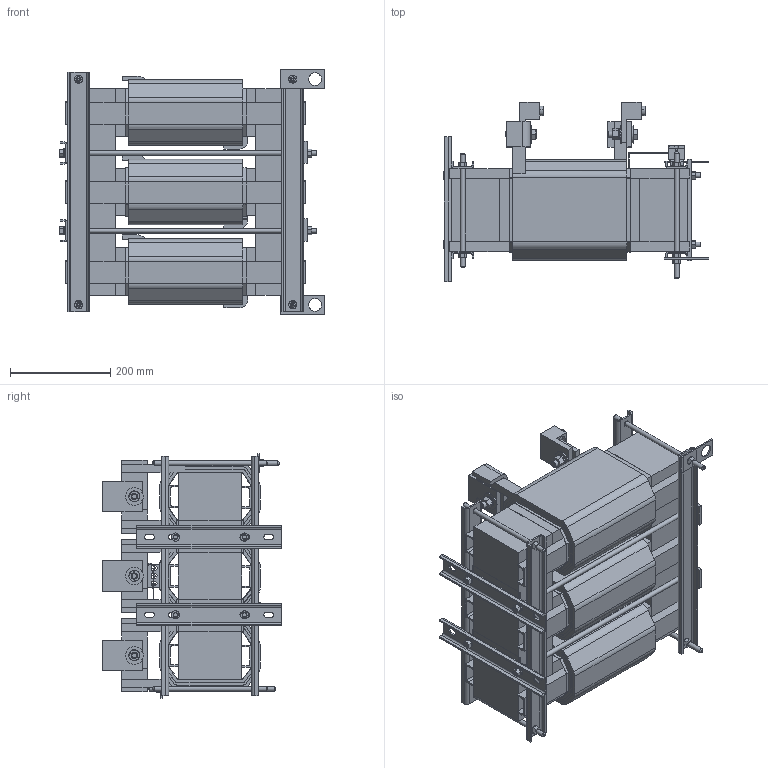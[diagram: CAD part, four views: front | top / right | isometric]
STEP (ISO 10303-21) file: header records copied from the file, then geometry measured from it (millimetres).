
FILE_DESCRIPTION(/* description */ (''),/* implementation_level */ '2;1');
FILE_NAME(/* name */ 'KLRUL480APTMG.stp',/* time_stamp */ '2020-03-10T14:51:53-05:00',/* author */ ('jnelson'),/* organization */ (''),/* preprocessor_version */ 'ST-DEVELOPER v17',/* originating_system */ 'Autodesk Inventor 2019',/* authorisation */ '');
FILE_SCHEMA (('AUTOMOTIVE_DESIGN { 1 0 10303 214 3 1 1 }'));
Length unit declared in the file: inch
Products named in the file (35): KLRUL480APTMG; KTRMG480A; 24163; 25684; 22875; 25938; 23222; 14821; 31642; 31003 - Bracket; 30097- LARGE  BLANK  (REACTOR); 22558; 12198; 12561; 11626; 15309; 20783; 22689; 29477-KTRMG362AMSX1; 28453; 28453_1; 11923insert; 11923-1; 11923-2; 11923-3; 14331 WIRING KTRMG362AMS; 14331 WIRING KTRMG362AMS Short Bend; 31615; 11236; 10251 AND 1512; 10251; 1610 AND 1511 AND 1512; 1610; 1512; 1511
Assembly tree (95 placements, depth 5):
  KLRUL480APTMG
    KTRMG480A
      22875  x2
      24163  x3
      25684  x2
      25938  x4
      23222  x2
      14821  x4
      31642
        22558
        31003 - Bracket
      22558  x3
      12198  x2
      20783  x6
      11626  x18
      30097- LARGE  BLANK  (REACTOR)
      12561  x2
      15309  x2
      22689  x2
      29477-KTRMG362AMSX1
      28453
        28453_1
        11923insert  x3
          11923-1
          11923-2
          11923-3
      14331 WIRING KTRMG362AMS  x2
      14331 WIRING KTRMG362AMS Short Bend  x2
      31615
    11236  x6
    10251 AND 1512  x6
      10251
      1512
    1610 AND 1511 AND 1512  x6
      1610
      1512
      1511
Bounding box: 529.84 x 357.32 x 489.2 mm (x, y, z)
Volume: 29344591.3 mm3; surface area: 4702002.8 mm2
Topology: 114 solids, 114 shells, 4106 faces, 10877 edges, 7038 vertices
Faces by surface type: plane 2074, cylinder 1746, bspline 208, cone 50, torus 24, sphere 4
Full cylindrical faces by diameter (mm): 1.524 x10, 4.166 x2, 4.496 x6, 4.724 x2, 5.436 x2, 5.602 x4, 5.867 x6, 6.564 x4, 7.01 x6, 7.798 x18, 9.267 x4, 9.525 x8, 9.652 x2, 12.7 x12, 13.462 x6, 13.494 x6, 14.351 x12, 19.05 x18, 22.682 x12, 25.4 x2, 35.052 x12
Entity records: 43867 total; most frequent: CARTESIAN_POINT 10667, ORIENTED_EDGE 6856, DIRECTION 6086, EDGE_CURVE 3428, LINE 2366, VECTOR 2366, VERTEX_POINT 2248, AXIS2_PLACEMENT_3D 1860
